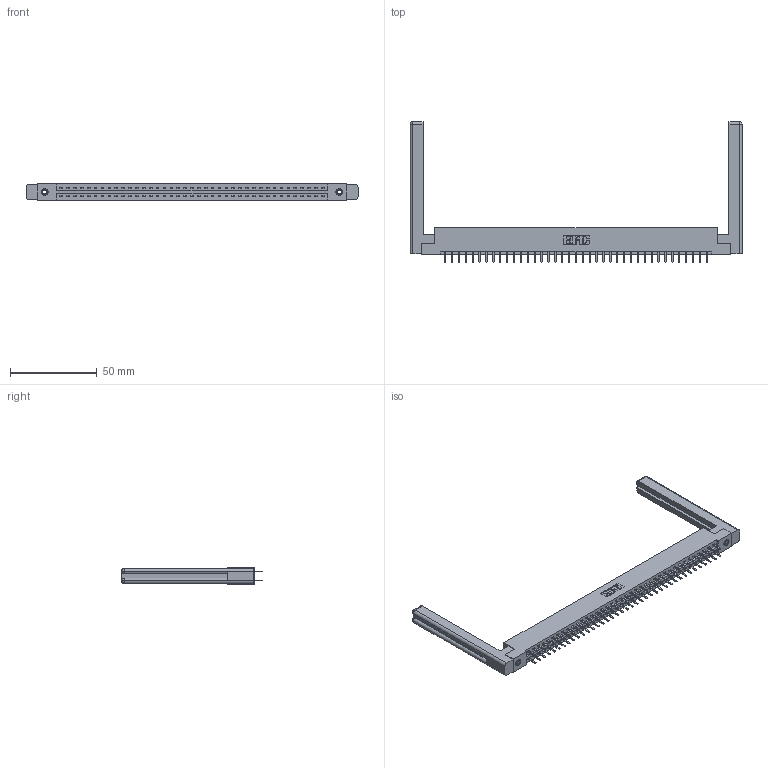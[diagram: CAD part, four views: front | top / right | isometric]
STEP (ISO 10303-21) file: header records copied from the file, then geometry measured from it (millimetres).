
FILE_DESCRIPTION (( 'STEP AP203' ), '1' );
FILE_NAME ('337-078-520-258.STEP', '2019-10-10T11:10:43', ( '' ), ( '' ), 'SwSTEP 2.0', 'SolidWorks 2016', '' );
FILE_SCHEMA (( 'CONFIG_CONTROL_DESIGN' ));
Length unit declared in the file: inch
Products named in the file (5): 337-078-520-258; 345-250-001_345-250-001-102; 337 Part_Flush Mounting Lugs - 0.156 Dia-TI; 307-220-058; 345-292-001_345-293-120
Assembly tree (83 placements, depth 2):
  337-078-520-258
    337 Part_Flush Mounting Lugs - 0.156 Dia-TI
    345-292-001_345-293-120  x78
    345-250-001_345-250-001-102  x2
    307-220-058  x2
Bounding box: 191.16 x 81.11 x 9.4 mm (x, y, z)
Volume: 27214.1 mm3; surface area: 27611 mm2
Topology: 83 solids, 83 shells, 4780 faces, 13847 edges, 9010 vertices
Faces by surface type: plane 3274, cylinder 1482, cone 12, torus 12
Entity records: 33374 total; most frequent: CARTESIAN_POINT 5645, ORIENTED_EDGE 5508, DIRECTION 4810, EDGE_CURVE 2754, VECTOR 2574, LINE 2574, VERTEX_POINT 1826, AXIS2_PLACEMENT_3D 1118
